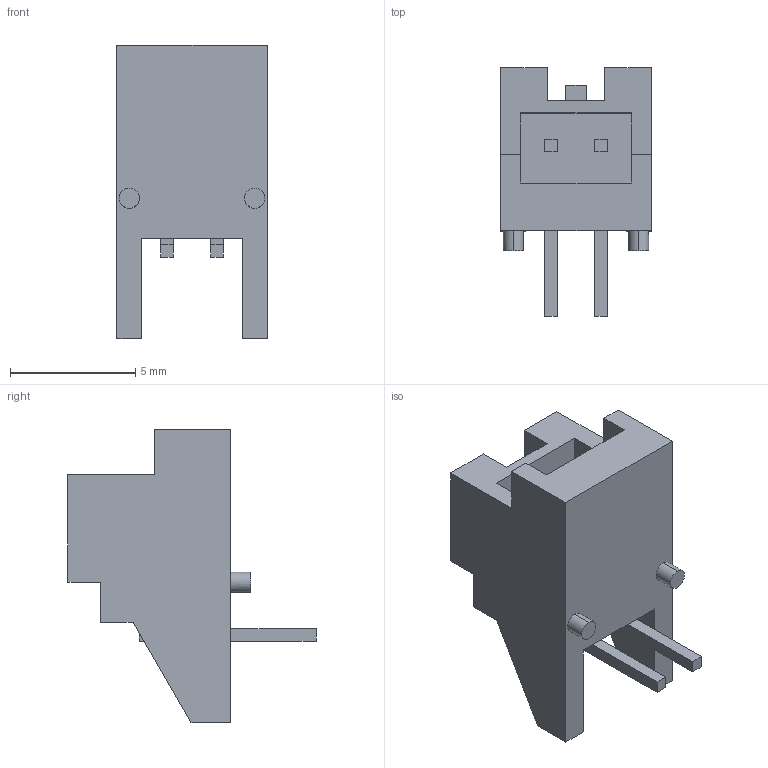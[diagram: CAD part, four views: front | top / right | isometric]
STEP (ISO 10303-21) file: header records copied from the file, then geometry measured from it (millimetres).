
FILE_DESCRIPTION(('CATIA V5 STEP Exchange'),'2;1');
FILE_NAME('S02B-PASK-2.stp','2020-05-31T19:58:24+00:00',('none'),('none'),'CATIA Version 5 Release 17 (IN-10)','CATIA V5 STEP AP214','none');
FILE_SCHEMA(('AUTOMOTIVE_DESIGN { 1 0 10303 214 1 1 1 1 }'));
Length unit declared in the file: millimetre
Products named in the file (1): S02B-PASK-2
Bounding box: 6 x 9.9 x 11.7 mm (x, y, z)
Volume: 208.2 mm3; surface area: 426.6 mm2
Topology: 1 solids, 1 shells, 61 faces, 156 edges, 104 vertices
Faces by surface type: plane 57, cylinder 4
Entity records: 2152 total; most frequent: CARTESIAN_POINT 390, ORIENTED_EDGE 312, DIRECTION 274, EDGE_CURVE 156, VECTOR 148, LINE 148, VERTEX_POINT 104, EDGE_LOOP 68
